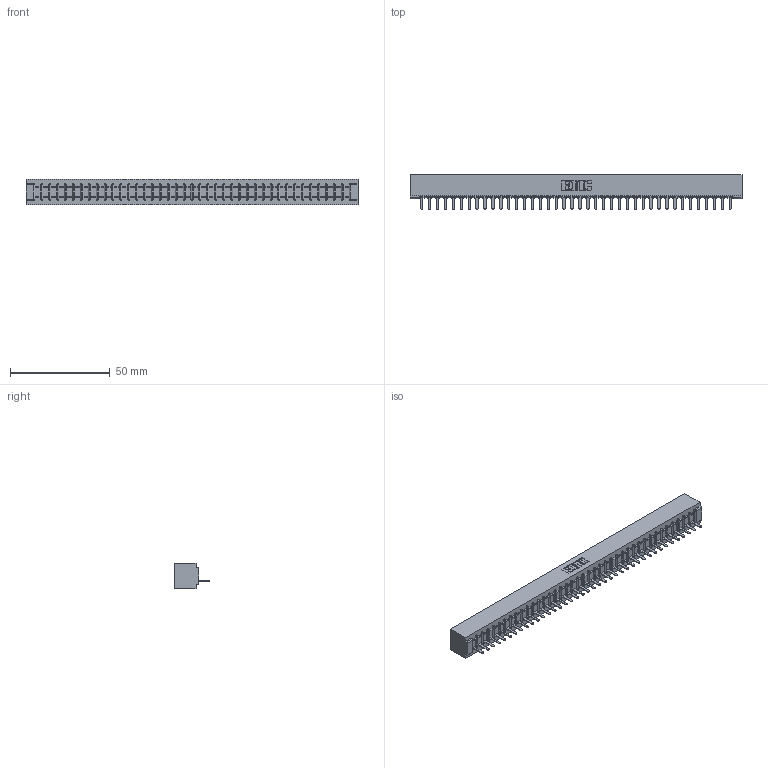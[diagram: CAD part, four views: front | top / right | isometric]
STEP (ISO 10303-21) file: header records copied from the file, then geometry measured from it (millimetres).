
FILE_DESCRIPTION (( 'STEP AP203' ), '1' );
FILE_NAME ('357-040-421-101.STEP', '2020-10-03T06:07:53', ( '' ), ( '' ), 'SwSTEP 2.0', 'SolidWorks 2020', '' );
FILE_SCHEMA (( 'CONFIG_CONTROL_DESIGN' ));
Length unit declared in the file: inch
Products named in the file (3): 307-290-002_521; 307 Part_No Mounting Lugs; 357-040-421-101
Assembly tree (41 placements, depth 2):
  357-040-421-101
    307 Part_No Mounting Lugs
    307-290-002_521  x40
Bounding box: 166.37 x 17.42 x 12.7 mm (x, y, z)
Volume: 18348.9 mm3; surface area: 23383.6 mm2
Topology: 41 solids, 41 shells, 3111 faces, 9579 edges, 6274 vertices
Faces by surface type: plane 1866, cylinder 1163, sphere 82
Entity records: 34978 total; most frequent: CARTESIAN_POINT 5900, ORIENTED_EDGE 5890, DIRECTION 5731, EDGE_CURVE 2945, LINE 2257, VECTOR 2257, VERTEX_POINT 1906, AXIS2_PLACEMENT_3D 1737
